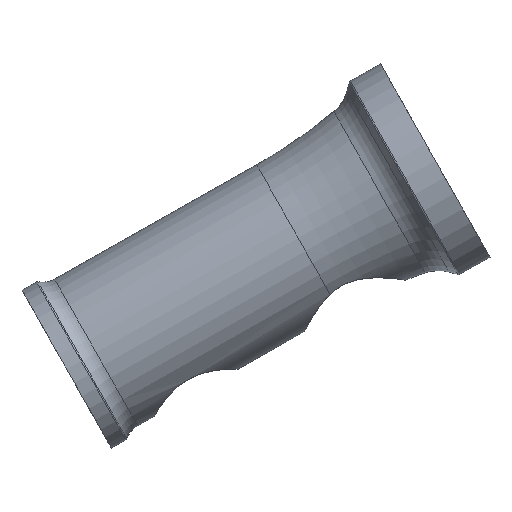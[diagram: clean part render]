
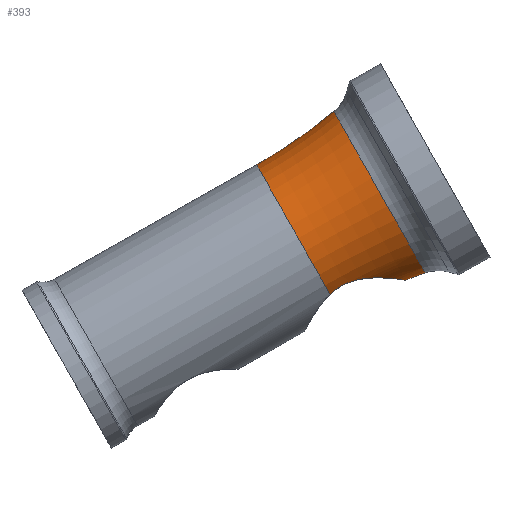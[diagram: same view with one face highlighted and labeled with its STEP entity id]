
A CAD part, left-side view. The second image highlights one B-rep face of the part: STEP entity #393.
In plain terms, the highlighted toroidal (fillet/blend) face has major radius 149.1 mm and minor radius 128.2 mm.
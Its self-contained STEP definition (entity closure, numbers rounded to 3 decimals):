
#24 = AXIS2_PLACEMENT_3D ( 'NONE', #1050, #1493, #110 ) ;
#52 = CARTESIAN_POINT ( 'NONE',  ( 0., 461.805, 371.55 ) ) ;
#83 = CARTESIAN_POINT ( 'NONE',  ( -3.079, 425.313, 343.005 ) ) ;
#87 = CARTESIAN_POINT ( 'NONE',  ( -14.011, 440.456, 341.708 ) ) ;
#97 = CARTESIAN_POINT ( 'NONE',  ( -13.853, 438.367, 342.594 ) ) ;
#110 = DIRECTION ( 'NONE',  ( 0., 0., 1. ) ) ;
#193 = CARTESIAN_POINT ( 'NONE',  ( -13.692, 442.804, 340.14 ) ) ;
#198 = CARTESIAN_POINT ( 'NONE',  ( -2.801, 425.239, 342.995 ) ) ;
#216 = DIRECTION ( 'NONE',  ( 0., 0., -1. ) ) ;
#233 = CIRCLE ( 'NONE', #24, 128.2 ) ;
#307 = CARTESIAN_POINT ( 'NONE',  ( -0.567, 424.889, 342.945 ) ) ;
#313 = CARTESIAN_POINT ( 'NONE',  ( -10.878, 431.149, 343.507 ) ) ;
#317 = ORIENTED_EDGE ( 'NONE', *, *, #994, .T. ) ;
#320 = CARTESIAN_POINT ( 'NONE',  ( -8.666, 428.568, 343.371 ) ) ;
#327 = CARTESIAN_POINT ( 'NONE',  ( -13.927, 438.908, 342.403 ) ) ;
#328 = TOROIDAL_SURFACE ( 'NONE', #1496, 149.1, 128.2 ) ;
#374 = AXIS2_PLACEMENT_3D ( 'NONE', #697, #1042, #1503 ) ;
#379 = CARTESIAN_POINT ( 'NONE',  ( -13.403, 443.616, 339.403 ) ) ;
#393 = ADVANCED_FACE ( 'NONE', ( #1147 ), #328, .F. ) ;
#427 = CARTESIAN_POINT ( 'NONE',  ( -11.81, 432.577, 343.515 ) ) ;
#431 = CARTESIAN_POINT ( 'NONE',  ( -9.832, 429.796, 343.456 ) ) ;
#439 = CARTESIAN_POINT ( 'NONE',  ( -7.368, 427.476, 343.268 ) ) ;
#454 = VERTEX_POINT ( 'NONE', #1237 ) ;
#540 = CARTESIAN_POINT ( 'NONE',  ( -1.968, 425.059, 342.97 ) ) ;
#558 = CARTESIAN_POINT ( 'NONE',  ( -6.906, 427.141, 343.233 ) ) ;
#575 = DIRECTION ( 'NONE',  ( 1., 0., 0. ) ) ;
#604 = VERTEX_POINT ( 'NONE', #843 ) ;
#609 = DIRECTION ( 'NONE',  ( 0., -0.492, -0.87 ) ) ;
#656 = CARTESIAN_POINT ( 'NONE',  ( -13.509, 436.755, 343.034 ) ) ;
#664 = CARTESIAN_POINT ( 'NONE',  ( -13.181, 435.682, 343.237 ) ) ;
#674 = EDGE_CURVE ( 'NONE', #1498, #750, #1113, .T. ) ;
#678 = CARTESIAN_POINT ( 'NONE',  ( -13.644, 437.292, 342.908 ) ) ;
#680 = EDGE_LOOP ( 'NONE', ( #953, #317, #1230, #790, #1400 ) ) ;
#697 = CARTESIAN_POINT ( 'NONE',  ( 0., 451.513, 353.36 ) ) ;
#721 = EDGE_CURVE ( 'NONE', #1437, #1498, #1014, .T. ) ;
#750 = VERTEX_POINT ( 'NONE', #1501 ) ;
#790 = ORIENTED_EDGE ( 'NONE', *, *, #674, .T. ) ;
#793 = CARTESIAN_POINT ( 'NONE',  ( -4.446, 425.733, 343.063 ) ) ;
#822 = EDGE_CURVE ( 'NONE', #604, #454, #1375, .T. ) ;
#843 = CARTESIAN_POINT ( 'NONE',  ( 0., 420.007, 344.746 ) ) ;
#897 = CARTESIAN_POINT ( 'NONE',  ( 0., 424.889, 342.945 ) ) ;
#912 = CARTESIAN_POINT ( 'NONE',  ( -13.403, 443.616, 339.403 ) ) ;
#927 = AXIS2_PLACEMENT_3D ( 'NONE', #1399, #575, #216 ) ;
#953 = ORIENTED_EDGE ( 'NONE', *, *, #822, .T. ) ;
#982 = CARTESIAN_POINT ( 'NONE',  ( 0., 431.34, 364.775 ) ) ;
#994 = EDGE_CURVE ( 'NONE', #454, #1437, #1453, .T. ) ;
#996 = DIRECTION ( 'NONE',  ( 0., 0.87, -0.492 ) ) ;
#1014 = CIRCLE ( 'NONE', #374, 20.9 ) ;
#1017 = CARTESIAN_POINT ( 'NONE',  ( -13.879, 441.902, 340.816 ) ) ;
#1026 = CARTESIAN_POINT ( 'NONE',  ( -12.337, 433.577, 343.48 ) ) ;
#1030 = CARTESIAN_POINT ( 'NONE',  ( -13.838, 442.134, 340.65 ) ) ;
#1035 = CARTESIAN_POINT ( 'NONE',  ( -13.943, 441.429, 341.132 ) ) ;
#1042 = DIRECTION ( 'NONE',  ( 0., -0.87, 0.492 ) ) ;
#1050 = CARTESIAN_POINT ( 'NONE',  ( 0., 378.087, 223.593 ) ) ;
#1067 = EDGE_CURVE ( 'NONE', #604, #750, #233, .T. ) ;
#1076 = CARTESIAN_POINT ( 'NONE',  ( 0., 451.513, 353.36 ) ) ;
#1113 = B_SPLINE_CURVE_WITH_KNOTS ( 'NONE', 3,
 ( #912, #1271, #193, #1030, #1017, #1035, #1266, #87, #1482, #327, #97, #678, #656, #664, #1475, #1026, #427, #313, #1263, #431, #1158, #320, #1143, #1259, #439, #558, #1489, #1368, #793, #83, #198, #1471, #540, #1252, #307, #897 ),
 .UNSPECIFIED., .F., .F.,
 ( 4, 2, 2, 2, 2, 2, 2, 2, 2, 2, 2, 2, 2, 2, 2, 2, 2, 4 ),
 ( 0.006, 0.008, 0.009, 0.009, 0.011, 0.013, 0.015, 0.016, 0.02, 0.021, 0.023, 0.025, 0.026, 0.026, 0.03, 0.031, 0.032, 0.033 ),
 .UNSPECIFIED. ) ;
#1143 = CARTESIAN_POINT ( 'NONE',  ( -8.251, 428.187, 343.338 ) ) ;
#1147 = FACE_OUTER_BOUND ( 'NONE', #680, .T. ) ;
#1158 = CARTESIAN_POINT ( 'NONE',  ( -9.457, 429.373, 343.43 ) ) ;
#1192 = DIRECTION ( 'NONE',  ( 0., -0.87, 0.492 ) ) ;
#1226 = DIRECTION ( 'NONE',  ( 0., 0.492, 0.87 ) ) ;
#1230 = ORIENTED_EDGE ( 'NONE', *, *, #721, .T. ) ;
#1237 = CARTESIAN_POINT ( 'NONE',  ( 0., 442.673, 384.804 ) ) ;
#1252 = CARTESIAN_POINT ( 'NONE',  ( -1.13, 424.932, 342.951 ) ) ;
#1259 = CARTESIAN_POINT ( 'NONE',  ( -7.593, 427.649, 343.286 ) ) ;
#1263 = CARTESIAN_POINT ( 'NONE',  ( -10.542, 430.684, 343.495 ) ) ;
#1266 = CARTESIAN_POINT ( 'NONE',  ( -13.967, 441.189, 341.282 ) ) ;
#1271 = CARTESIAN_POINT ( 'NONE',  ( -13.563, 443.222, 339.779 ) ) ;
#1368 = CARTESIAN_POINT ( 'NONE',  ( -5.468, 426.217, 343.127 ) ) ;
#1375 = CIRCLE ( 'NONE', #1403, 23.013 ) ;
#1399 = CARTESIAN_POINT ( 'NONE',  ( 0., 524.939, 483.127 ) ) ;
#1400 = ORIENTED_EDGE ( 'NONE', *, *, #1067, .F. ) ;
#1403 = AXIS2_PLACEMENT_3D ( 'NONE', #982, #996, #1226 ) ;
#1437 = VERTEX_POINT ( 'NONE', #52 ) ;
#1453 = CIRCLE ( 'NONE', #927, 128.2 ) ;
#1471 = CARTESIAN_POINT ( 'NONE',  ( -2.246, 425.112, 342.977 ) ) ;
#1475 = CARTESIAN_POINT ( 'NONE',  ( -12.987, 435.144, 343.313 ) ) ;
#1482 = CARTESIAN_POINT ( 'NONE',  ( -14.005, 439.951, 341.961 ) ) ;
#1489 = CARTESIAN_POINT ( 'NONE',  ( -6.669, 426.98, 343.215 ) ) ;
#1493 = DIRECTION ( 'NONE',  ( -1., 0., 0. ) ) ;
#1496 = AXIS2_PLACEMENT_3D ( 'NONE', #1076, #1192, #609 ) ;
#1498 = VERTEX_POINT ( 'NONE', #379 ) ;
#1501 = CARTESIAN_POINT ( 'NONE',  ( 0., 424.889, 342.945 ) ) ;
#1503 = DIRECTION ( 'NONE',  ( 0., -0.492, -0.87 ) ) ;
